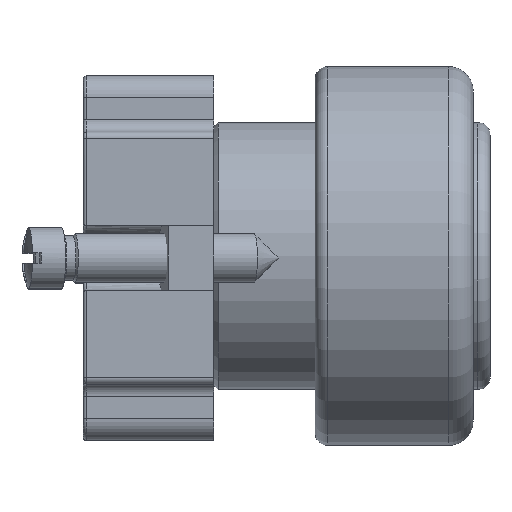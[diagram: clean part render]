
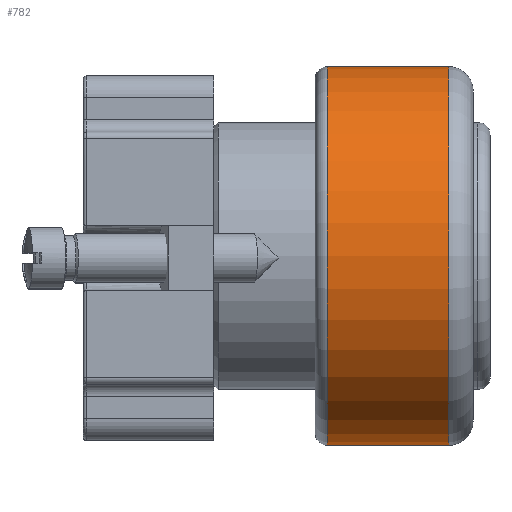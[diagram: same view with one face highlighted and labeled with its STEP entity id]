
A CAD part, top view. The second image highlights one B-rep face of the part: STEP entity #782.
In plain terms, the highlighted cylindrical face has radius 15.6 mm (diameter 31.2 mm), a full revolution.
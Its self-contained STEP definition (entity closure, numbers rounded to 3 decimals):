
#740=CARTESIAN_POINT('',(-7.645,16.52,0.0));
#741=VERTEX_POINT('',#740);
#742=CARTESIAN_POINT('',(-7.645,0.92,0.0));
#743=DIRECTION('',(1.0,0.0,0.0));
#744=DIRECTION('',(0.0,1.0,0.0));
#745=AXIS2_PLACEMENT_3D('',#742,#743,#744);
#746=CIRCLE('',#745,15.6);
#747=EDGE_CURVE('',#741,#741,#746,.T.);
#763=CARTESIAN_POINT('',(-2.645,0.92,0.0));
#764=DIRECTION('',(1.0,0.0,0.0));
#765=DIRECTION('',(0.0,1.0,0.0));
#766=AXIS2_PLACEMENT_3D('',#763,#764,#765);
#767=CYLINDRICAL_SURFACE('',#766,15.6);
#768=CARTESIAN_POINT('',(2.355,16.52,0.0));
#769=VERTEX_POINT('',#768);
#770=CARTESIAN_POINT('',(2.355,0.92,0.0));
#771=DIRECTION('',(1.0,0.0,0.0));
#772=DIRECTION('',(0.0,1.0,0.0));
#773=AXIS2_PLACEMENT_3D('',#770,#771,#772);
#774=CIRCLE('',#773,15.6);
#775=EDGE_CURVE('',#769,#769,#774,.T.);
#776=ORIENTED_EDGE('',*,*,#775,.F.);
#777=EDGE_LOOP('',(#776));
#778=FACE_OUTER_BOUND('',#777,.T.);
#779=ORIENTED_EDGE('',*,*,#747,.T.);
#780=EDGE_LOOP('',(#779));
#781=FACE_BOUND('',#780,.T.);
#782=ADVANCED_FACE('',(#778,#781),#767,.T.);
